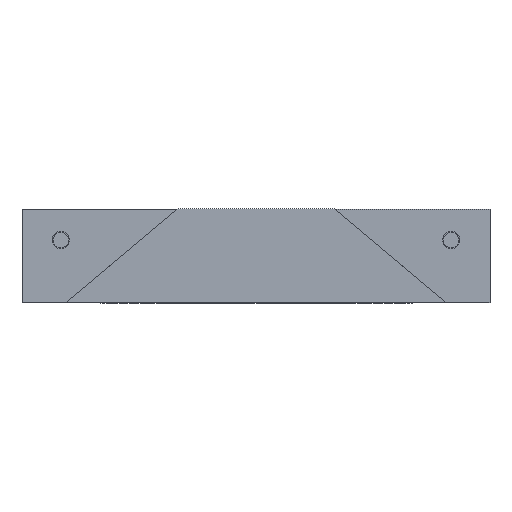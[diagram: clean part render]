
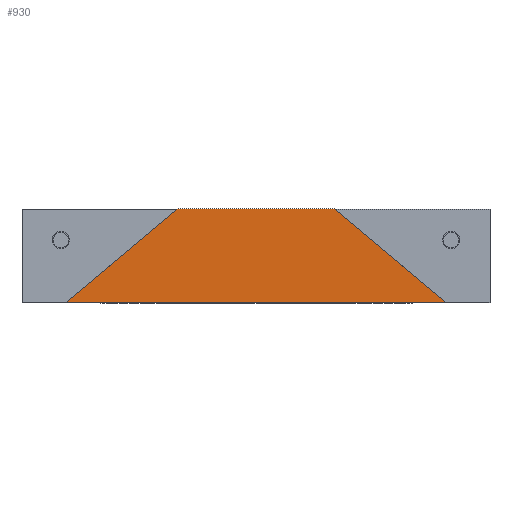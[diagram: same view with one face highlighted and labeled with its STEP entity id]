
A CAD part, top view. The second image highlights one B-rep face of the part: STEP entity #930.
In plain terms, the highlighted planar face has unit normal (0, 0, 1).
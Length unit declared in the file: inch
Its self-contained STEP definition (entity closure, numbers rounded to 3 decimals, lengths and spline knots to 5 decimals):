
#313=DIRECTION('',(-0.766,-0.643,0.));
#314=VECTOR('',#313,0.18357);
#315=CARTESIAN_POINT('',(-0.0985,0.118,0.197));
#316=LINE('',#315,#314);
#317=DIRECTION('',(-1.,0.,0.));
#318=VECTOR('',#317,0.197);
#319=CARTESIAN_POINT('',(0.0985,0.118,0.197));
#320=LINE('',#319,#318);
#321=DIRECTION('',(-0.766,0.643,0.));
#322=VECTOR('',#321,0.18357);
#323=CARTESIAN_POINT('',(0.23913,0.,0.197));
#324=LINE('',#323,#322);
#325=DIRECTION('',(1.,0.,0.));
#326=VECTOR('',#325,0.47825);
#327=CARTESIAN_POINT('',(-0.23913,0.,0.197));
#328=LINE('',#327,#326);
#485=CARTESIAN_POINT('',(-0.0985,0.118,0.197));
#486=CARTESIAN_POINT('',(-0.23913,0.,0.197));
#487=VERTEX_POINT('',#485);
#488=VERTEX_POINT('',#486);
#489=CARTESIAN_POINT('',(0.23913,0.,0.197));
#490=VERTEX_POINT('',#489);
#491=CARTESIAN_POINT('',(0.0985,0.118,0.197));
#492=VERTEX_POINT('',#491);
#918=CARTESIAN_POINT('',(0.,0.,0.197));
#919=DIRECTION('',(0.,0.,1.));
#920=DIRECTION('',(1.,0.,0.));
#921=AXIS2_PLACEMENT_3D('',#918,#919,#920);
#922=PLANE('',#921);
#923=ORIENTED_EDGE('',*,*,#906,.F.);
#924=ORIENTED_EDGE('',*,*,#705,.F.);
#926=ORIENTED_EDGE('',*,*,#925,.F.);
#927=ORIENTED_EDGE('',*,*,#606,.F.);
#928=EDGE_LOOP('',(#923,#924,#926,#927));
#929=FACE_OUTER_BOUND('',#928,.F.);
#930=ADVANCED_FACE('',(#929),#922,.T.);
#606=EDGE_CURVE('',#488,#490,#328,.T.);
#705=EDGE_CURVE('',#492,#487,#320,.T.);
#906=EDGE_CURVE('',#487,#488,#316,.T.);
#925=EDGE_CURVE('',#490,#492,#324,.T.);
